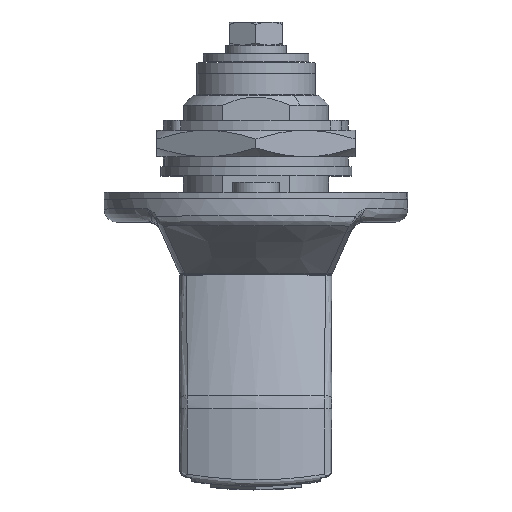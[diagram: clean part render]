
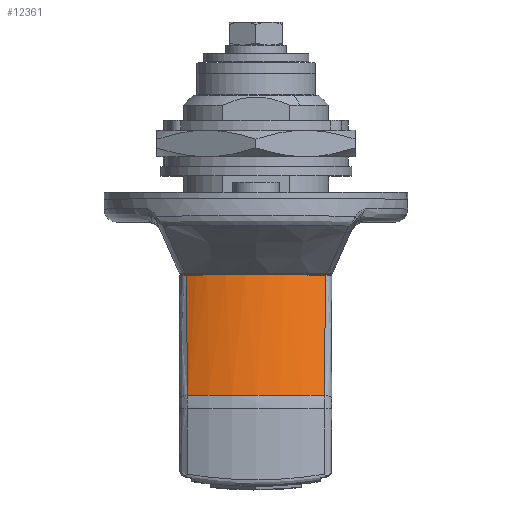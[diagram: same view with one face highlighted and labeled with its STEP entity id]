
A CAD part, top view. The second image highlights one B-rep face of the part: STEP entity #12361.
In plain terms, the highlighted free-form (B-spline) face has degree [1, 2] with [2, 3] control points.
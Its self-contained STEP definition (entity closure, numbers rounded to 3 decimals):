
#9195=CARTESIAN_POINT('',(-30.729,10.352,14.42));
#9196=VERTEX_POINT('',#9195);
#9274=CARTESIAN_POINT('',(-12.5,10.531,10.003));
#9275=VERTEX_POINT('',#9274);
#9306=CARTESIAN_POINT('',(-12.5,10.531,10.003));
#9307=CARTESIAN_POINT('',(-15.531,10.495,10.767));
#9308=CARTESIAN_POINT('',(-18.567,10.463,11.513));
#9309=CARTESIAN_POINT('',(-24.644,10.404,12.982));
#9310=CARTESIAN_POINT('',(-27.685,10.377,13.705));
#9311=CARTESIAN_POINT('',(-30.729,10.352,14.42));
#9312=B_SPLINE_CURVE_WITH_KNOTS('',3,(#9306,#9307,#9308,#9309,#9310,#9311),.UNSPECIFIED.,.F.,.U.,(4,2,4),(0.0,0.5,1.0),.UNSPECIFIED.);
#9313=EDGE_CURVE('',#9275,#9196,#9312,.T.);
#9356=CARTESIAN_POINT('',(-12.5,-10.531,10.003));
#9357=VERTEX_POINT('',#9356);
#9380=CARTESIAN_POINT('',(-30.729,-10.352,14.42));
#9381=VERTEX_POINT('',#9380);
#9382=CARTESIAN_POINT('',(-30.729,-10.352,14.42));
#9383=CARTESIAN_POINT('',(-27.685,-10.377,13.705));
#9384=CARTESIAN_POINT('',(-24.644,-10.404,12.982));
#9385=CARTESIAN_POINT('',(-18.567,-10.463,11.513));
#9386=CARTESIAN_POINT('',(-15.531,-10.495,10.767));
#9387=CARTESIAN_POINT('',(-12.5,-10.531,10.003));
#9388=B_SPLINE_CURVE_WITH_KNOTS('',3,(#9382,#9383,#9384,#9385,#9386,#9387),.UNSPECIFIED.,.F.,.U.,(4,2,4),(0.0,0.5,1.0),.UNSPECIFIED.);
#9389=EDGE_CURVE('',#9381,#9357,#9388,.T.);
#12270=CARTESIAN_POINT('',(-12.5,-10.531,10.003));
#12271=CARTESIAN_POINT('',(-12.5,0.,16.525));
#12272=CARTESIAN_POINT('',(-12.5,10.531,10.003));
#12280=(BOUNDED_CURVE()B_SPLINE_CURVE(2,(#12270,#12271,#12272),.UNSPECIFIED.,.F.,.U.)CURVE()GEOMETRIC_REPRESENTATION_ITEM()QUASI_UNIFORM_CURVE()RATIONAL_B_SPLINE_CURVE((1.0,0.85,1.0))REPRESENTATION_ITEM(''));
#12281=EDGE_CURVE('',#9357,#9275,#12280,.T.);
#12324=CARTESIAN_POINT('',(-30.729,-10.352,14.42));
#12325=CARTESIAN_POINT('',(-30.729,0.,19.423));
#12326=CARTESIAN_POINT('',(-30.729,10.352,14.42));
#12334=(BOUNDED_CURVE()B_SPLINE_CURVE(2,(#12324,#12325,#12326),.UNSPECIFIED.,.F.,.U.)CURVE()GEOMETRIC_REPRESENTATION_ITEM()QUASI_UNIFORM_CURVE()RATIONAL_B_SPLINE_CURVE((1.0,0.9,1.0))REPRESENTATION_ITEM(''));
#12335=EDGE_CURVE('',#9381,#9196,#12334,.T.);
#12341=CARTESIAN_POINT('',(-12.044,11.046,9.559));
#12342=CARTESIAN_POINT('',(-31.196,13.256,12.872));
#12343=CARTESIAN_POINT('',(-12.044,-0.123,17.01));
#12344=CARTESIAN_POINT('',(-31.196,-0.148,21.813));
#12345=CARTESIAN_POINT('',(-12.044,-11.215,9.445));
#12346=CARTESIAN_POINT('',(-31.196,-13.459,12.735));
#12354=(BOUNDED_SURFACE()B_SPLINE_SURFACE(1,2,((#12341,#12343,#12345),(#12342,#12344,#12346)),.UNSPECIFIED.,.F.,.F.,.U.)B_SPLINE_SURFACE_WITH_KNOTS((2,2),(3,3),(0.0,19.561),(0.0,29.213),.UNSPECIFIED.)GEOMETRIC_REPRESENTATION_ITEM()RATIONAL_B_SPLINE_SURFACE(((1.0,0.829,1.0),(1.0,0.829,1.0)))REPRESENTATION_ITEM('')SURFACE());
#12355=ORIENTED_EDGE('',*,*,#12335,.F.);
#12356=ORIENTED_EDGE('',*,*,#9389,.T.);
#12357=ORIENTED_EDGE('',*,*,#12281,.T.);
#12358=ORIENTED_EDGE('',*,*,#9313,.T.);
#12359=EDGE_LOOP('',(#12355,#12356,#12357,#12358));
#12360=FACE_OUTER_BOUND('',#12359,.T.);
#12361=ADVANCED_FACE('',(#12360),#12354,.T.);
